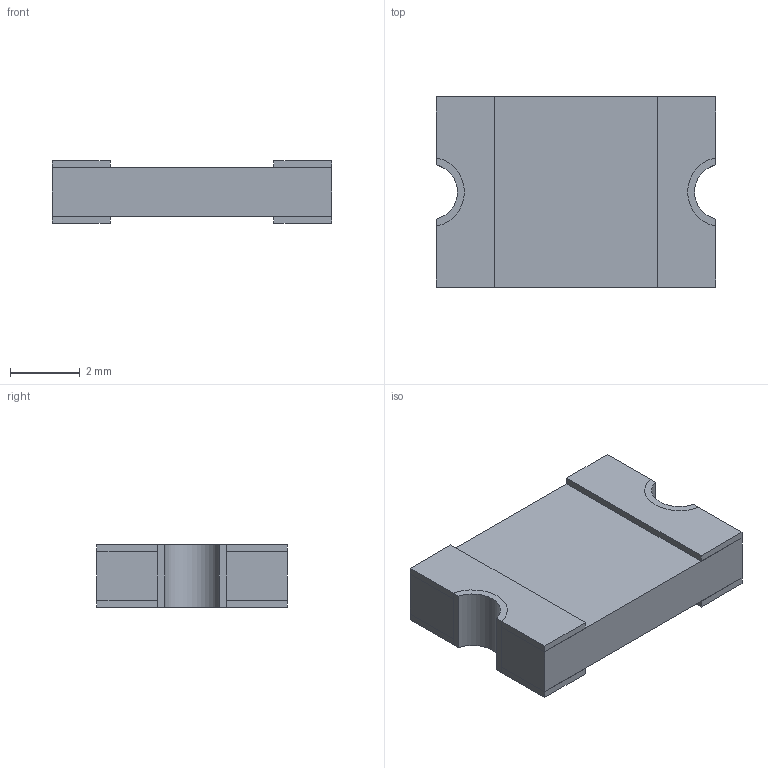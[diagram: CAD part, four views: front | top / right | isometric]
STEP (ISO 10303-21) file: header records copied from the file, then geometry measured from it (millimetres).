
FILE_DESCRIPTION((''),'2;1');
FILE_NAME('FUSR_LITTELFUSE_2920L.stp','2014-10-23T14:17:04',(''),(''),'Mechanical Desktop 2011','Mechanical Desktop 2011',', , ');
FILE_SCHEMA(('AUTOMOTIVE_DESIGN { 1 2 10303 214 1 1 1 1 }'));
Length unit declared in the file: millimetre
Products named in the file (1): Product
Bounding box: 7.98 x 5.44 x 1.8 mm (x, y, z)
Volume: 65.5 mm3; surface area: 217.1 mm2
Topology: 7 solids, 7 shells, 54 faces, 120 edges, 80 vertices
Faces by surface type: bspline 31, plane 18, cylinder 5
Entity records: 1595 total; most frequent: CARTESIAN_POINT 418, ORIENTED_EDGE 240, DIRECTION 188, EDGE_CURVE 120, VECTOR 100, LINE 100, VERTEX_POINT 80, EDGE_LOOP 54
